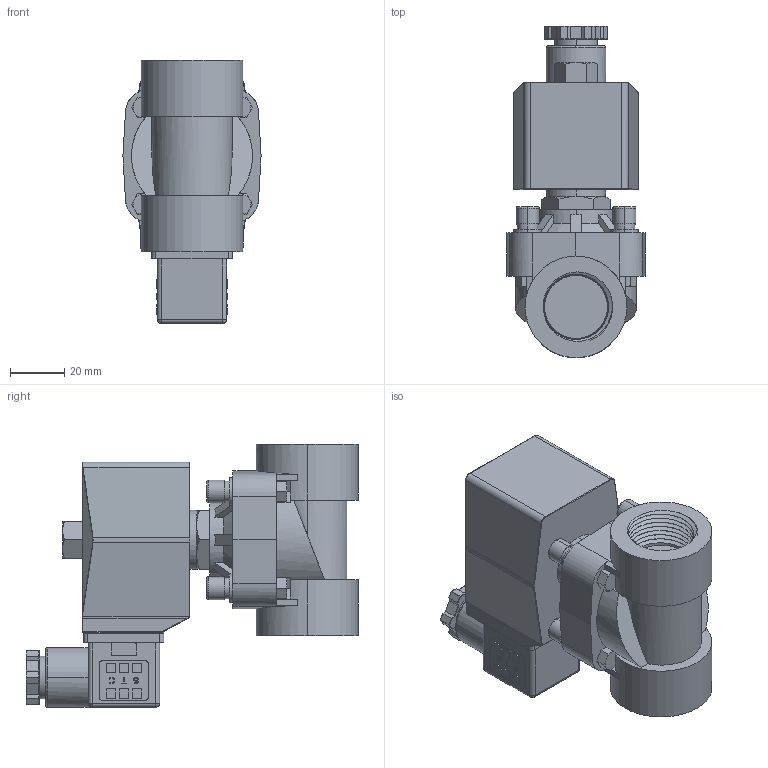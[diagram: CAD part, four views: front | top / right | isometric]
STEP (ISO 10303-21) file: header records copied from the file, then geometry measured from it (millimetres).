
FILE_DESCRIPTION (( 'STEP AP214' ), '1' );
FILE_NAME ('2P200-3-4-2-D.STEP', '2018-06-22T20:43:01', ( '' ), ( '' ), 'SwSTEP 2.0', 'SolidWorks 2016', '' );
FILE_SCHEMA (( 'AUTOMOTIVE_DESIGN' ));
Length unit declared in the file: millimetre
Products named in the file (1): 2P200-3-4-2-D
Bounding box: 50.8 x 122.04 x 96.93 mm (x, y, z)
Volume: 204073.9 mm3; surface area: 54149.4 mm2
Topology: 8 solids, 8 shells, 1223 faces, 3409 edges, 2215 vertices
Faces by surface type: plane 626, cylinder 352, bspline 137, cone 100, torus 8
Entity records: 77890 total; most frequent: CARTESIAN_POINT 35318, ORIENTED_EDGE 6734, DIRECTION 4987, EDGE_CURVE 3367, VERTEX_POINT 2215, VECTOR 1905, LINE 1905, AXIS2_PLACEMENT_3D 1541
